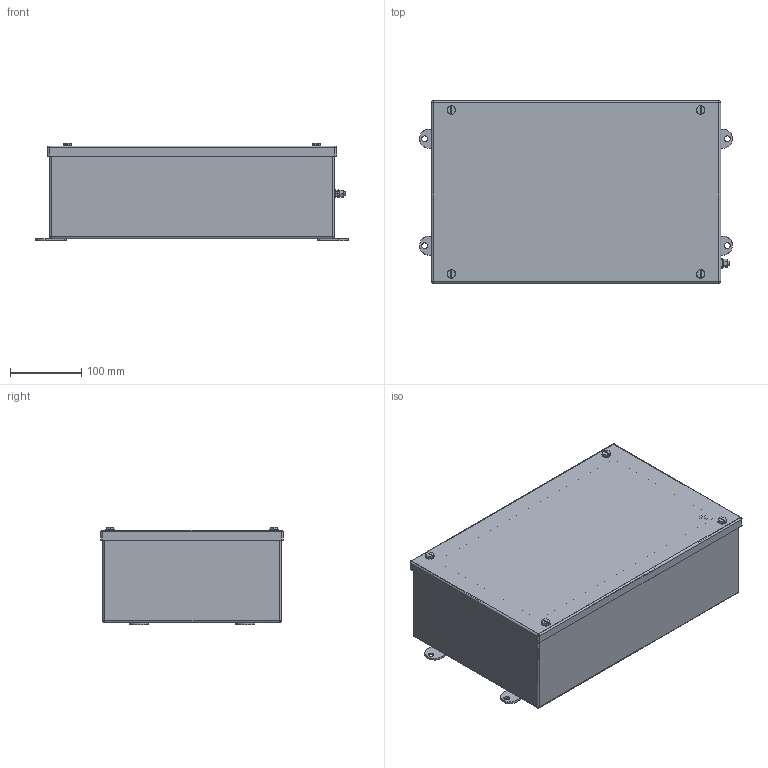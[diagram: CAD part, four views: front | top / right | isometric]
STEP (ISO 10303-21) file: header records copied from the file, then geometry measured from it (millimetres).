
FILE_DESCRIPTION(('CATIA V5R24 STEP','CAx-IF Rec.Pracs.--- Model Styling and Organization---1.2---2011-12-15'),'2;1');
FILE_NAME ('D1446354_0_1002760000_1002760000.stp','2018-05-16T11:16:14+00:00',('none'),('Weidmueller'),'CATIA Version 5-6 Release 2014 SP4 HF52','CATIA V5 STEP AP214','none');
FILE_SCHEMA(('AUTOMOTIVE_DESIGN { 1 0 10303 214 1 1 1 1 }'));
Length unit declared in the file: millimetre
Products named in the file (1): KLIPPON_STB_6_SS
Bounding box: 439 x 256 x 137 mm (x, y, z)
Volume: 740829.3 mm3; surface area: 869927.3 mm2
Topology: 22 solids, 26 shells, 917 faces, 2151 edges, 1332 vertices
Faces by surface type: plane 432, cylinder 347, cone 68, torus 44, sphere 26
Entity records: 24771 total; most frequent: CARTESIAN_POINT 5322, ORIENTED_EDGE 4254, DIRECTION 3265, EDGE_CURVE 2127, AXIS2_PLACEMENT_3D 1531, VERTEX_POINT 1332, VECTOR 1073, LINE 1073
